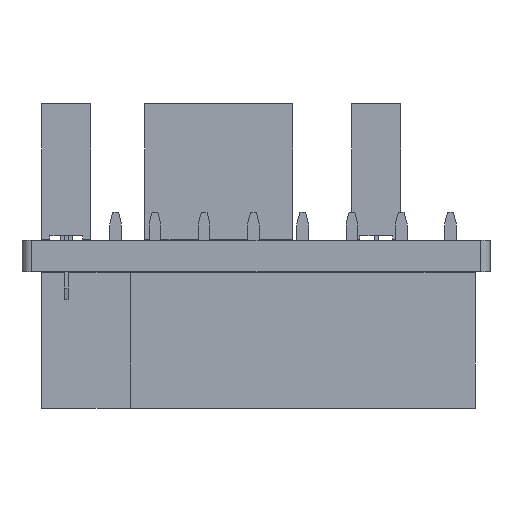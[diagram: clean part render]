
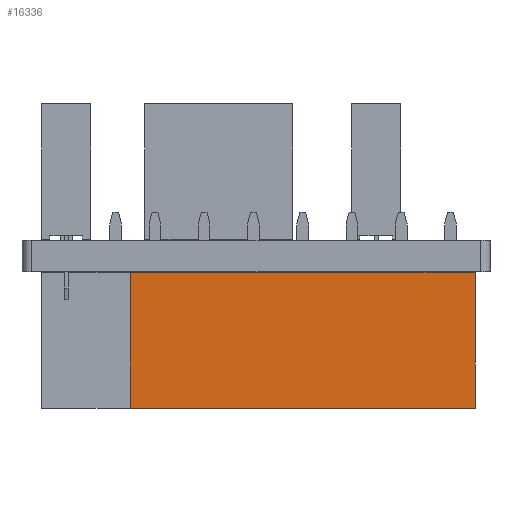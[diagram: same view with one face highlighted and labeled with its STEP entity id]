
A CAD part, left-side view. The second image highlights one B-rep face of the part: STEP entity #16336.
In plain terms, the highlighted free-form (B-spline) face has degree [1, 1] with [2, 2] control points.
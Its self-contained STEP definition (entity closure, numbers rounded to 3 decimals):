
#16336 = ADVANCED_FACE('',(#16337),#16350,.F.);
#16337 = FACE_BOUND('',#16338,.F.);
#16338 = EDGE_LOOP('',(#16339,#16371,#16396,#16421));
#16339 = ORIENTED_EDGE('',*,*,#16340,.T.);
#16340 = EDGE_CURVE('',#16341,#16343,#16345,.T.);
#16341 = VERTEX_POINT('',#16342);
#16342 = CARTESIAN_POINT('',(1.27,-16.51,0.));
#16343 = VERTEX_POINT('',#16344);
#16344 = CARTESIAN_POINT('',(1.27,-16.51,7.));
#16345 = SURFACE_CURVE('',#16346,(#16349,#16360),.PCURVE_S1.);
#16346 = B_SPLINE_CURVE_WITH_KNOTS('',1,(#16347,#16348),.UNSPECIFIED.,
  .F.,.F.,(2,2),(0.,7.),.PIECEWISE_BEZIER_KNOTS.);
#16347 = CARTESIAN_POINT('',(1.27,-16.51,0.));
#16348 = CARTESIAN_POINT('',(1.27,-16.51,7.));
#16349 = PCURVE('',#16350,#16355);
#16350 = B_SPLINE_SURFACE_WITH_KNOTS('',1,1,(
    (#16351,#16352)
    ,(#16353,#16354
    )),.UNSPECIFIED.,.F.,.F.,.F.,(2,2),(2,2),(0.,17.78),(-7.,0.),
  .PIECEWISE_BEZIER_KNOTS.);
#16351 = CARTESIAN_POINT('',(1.27,-16.51,7.));
#16352 = CARTESIAN_POINT('',(1.27,-16.51,0.));
#16353 = CARTESIAN_POINT('',(1.27,1.27,7.));
#16354 = CARTESIAN_POINT('',(1.27,1.27,0.));
#16355 = DEFINITIONAL_REPRESENTATION('',(#16356),#16359);
#16356 = B_SPLINE_CURVE_WITH_KNOTS('',1,(#16357,#16358),.UNSPECIFIED.,
  .F.,.F.,(2,2),(0.,7.),.PIECEWISE_BEZIER_KNOTS.);
#16357 = CARTESIAN_POINT('',(0.,0.));
#16358 = CARTESIAN_POINT('',(0.,-7.));
#16359 = ( GEOMETRIC_REPRESENTATION_CONTEXT(2) 
PARAMETRIC_REPRESENTATION_CONTEXT() REPRESENTATION_CONTEXT('2D SPACE',''
  ) );
#16360 = PCURVE('',#16361,#16366);
#16361 = B_SPLINE_SURFACE_WITH_KNOTS('',1,1,(
    (#16362,#16363)
    ,(#16364,#16365
    )),.UNSPECIFIED.,.F.,.F.,.F.,(2,2),(2,2),(0.,2.54),(-7.,0.),
  .PIECEWISE_BEZIER_KNOTS.);
#16362 = CARTESIAN_POINT('',(-1.27,-16.51,7.));
#16363 = CARTESIAN_POINT('',(-1.27,-16.51,0.));
#16364 = CARTESIAN_POINT('',(1.27,-16.51,7.));
#16365 = CARTESIAN_POINT('',(1.27,-16.51,0.));
#16366 = DEFINITIONAL_REPRESENTATION('',(#16367),#16370);
#16367 = B_SPLINE_CURVE_WITH_KNOTS('',1,(#16368,#16369),.UNSPECIFIED.,
  .F.,.F.,(2,2),(0.,7.),.PIECEWISE_BEZIER_KNOTS.);
#16368 = CARTESIAN_POINT('',(2.54,0.));
#16369 = CARTESIAN_POINT('',(2.54,-7.));
#16370 = ( GEOMETRIC_REPRESENTATION_CONTEXT(2) 
PARAMETRIC_REPRESENTATION_CONTEXT() REPRESENTATION_CONTEXT('2D SPACE',''
  ) );
#16371 = ORIENTED_EDGE('',*,*,#16372,.T.);
#16372 = EDGE_CURVE('',#16343,#16373,#16375,.T.);
#16373 = VERTEX_POINT('',#16374);
#16374 = CARTESIAN_POINT('',(1.27,1.27,7.));
#16375 = SURFACE_CURVE('',#16376,(#16379,#16385),.PCURVE_S1.);
#16376 = B_SPLINE_CURVE_WITH_KNOTS('',1,(#16377,#16378),.UNSPECIFIED.,
  .F.,.F.,(2,2),(0.,17.78),.PIECEWISE_BEZIER_KNOTS.);
#16377 = CARTESIAN_POINT('',(1.27,-16.51,7.));
#16378 = CARTESIAN_POINT('',(1.27,1.27,7.));
#16379 = PCURVE('',#16350,#16380);
#16380 = DEFINITIONAL_REPRESENTATION('',(#16381),#16384);
#16381 = B_SPLINE_CURVE_WITH_KNOTS('',1,(#16382,#16383),.UNSPECIFIED.,
  .F.,.F.,(2,2),(0.,17.78),.PIECEWISE_BEZIER_KNOTS.);
#16382 = CARTESIAN_POINT('',(0.,-7.));
#16383 = CARTESIAN_POINT('',(17.78,-7.));
#16384 = ( GEOMETRIC_REPRESENTATION_CONTEXT(2) 
PARAMETRIC_REPRESENTATION_CONTEXT() REPRESENTATION_CONTEXT('2D SPACE',''
  ) );
#16385 = PCURVE('',#16386,#16391);
#16386 = B_SPLINE_SURFACE_WITH_KNOTS('',1,1,(
    (#16387,#16388)
    ,(#16389,#16390
  )),.UNSPECIFIED.,.F.,.F.,.F.,(2,2),(2,2),(-17.78,0.),(
    0.,2.54),.PIECEWISE_BEZIER_KNOTS.);
#16387 = CARTESIAN_POINT('',(1.27,1.27,7.));
#16388 = CARTESIAN_POINT('',(-1.27,1.27,7.));
#16389 = CARTESIAN_POINT('',(1.27,-16.51,7.));
#16390 = CARTESIAN_POINT('',(-1.27,-16.51,7.));
#16391 = DEFINITIONAL_REPRESENTATION('',(#16392),#16395);
#16392 = B_SPLINE_CURVE_WITH_KNOTS('',1,(#16393,#16394),.UNSPECIFIED.,
  .F.,.F.,(2,2),(0.,17.78),.PIECEWISE_BEZIER_KNOTS.);
#16393 = CARTESIAN_POINT('',(0.,0.));
#16394 = CARTESIAN_POINT('',(-17.78,0.));
#16395 = ( GEOMETRIC_REPRESENTATION_CONTEXT(2) 
PARAMETRIC_REPRESENTATION_CONTEXT() REPRESENTATION_CONTEXT('2D SPACE',''
  ) );
#16396 = ORIENTED_EDGE('',*,*,#16397,.F.);
#16397 = EDGE_CURVE('',#16398,#16373,#16400,.T.);
#16398 = VERTEX_POINT('',#16399);
#16399 = CARTESIAN_POINT('',(1.27,1.27,0.));
#16400 = SURFACE_CURVE('',#16401,(#16404,#16410),.PCURVE_S1.);
#16401 = B_SPLINE_CURVE_WITH_KNOTS('',1,(#16402,#16403),.UNSPECIFIED.,
  .F.,.F.,(2,2),(0.,7.),.PIECEWISE_BEZIER_KNOTS.);
#16402 = CARTESIAN_POINT('',(1.27,1.27,0.));
#16403 = CARTESIAN_POINT('',(1.27,1.27,7.));
#16404 = PCURVE('',#16350,#16405);
#16405 = DEFINITIONAL_REPRESENTATION('',(#16406),#16409);
#16406 = B_SPLINE_CURVE_WITH_KNOTS('',1,(#16407,#16408),.UNSPECIFIED.,
  .F.,.F.,(2,2),(0.,7.),.PIECEWISE_BEZIER_KNOTS.);
#16407 = CARTESIAN_POINT('',(17.78,0.));
#16408 = CARTESIAN_POINT('',(17.78,-7.));
#16409 = ( GEOMETRIC_REPRESENTATION_CONTEXT(2) 
PARAMETRIC_REPRESENTATION_CONTEXT() REPRESENTATION_CONTEXT('2D SPACE',''
  ) );
#16410 = PCURVE('',#16411,#16416);
#16411 = B_SPLINE_SURFACE_WITH_KNOTS('',1,1,(
    (#16412,#16413)
    ,(#16414,#16415
    )),.UNSPECIFIED.,.F.,.F.,.F.,(2,2),(2,2),(0.,2.54),(-7.,0.),
  .PIECEWISE_BEZIER_KNOTS.);
#16412 = CARTESIAN_POINT('',(1.27,1.27,7.));
#16413 = CARTESIAN_POINT('',(1.27,1.27,0.));
#16414 = CARTESIAN_POINT('',(-1.27,1.27,7.));
#16415 = CARTESIAN_POINT('',(-1.27,1.27,0.));
#16416 = DEFINITIONAL_REPRESENTATION('',(#16417),#16420);
#16417 = B_SPLINE_CURVE_WITH_KNOTS('',1,(#16418,#16419),.UNSPECIFIED.,
  .F.,.F.,(2,2),(0.,7.),.PIECEWISE_BEZIER_KNOTS.);
#16418 = CARTESIAN_POINT('',(0.,0.));
#16419 = CARTESIAN_POINT('',(0.,-7.));
#16420 = ( GEOMETRIC_REPRESENTATION_CONTEXT(2) 
PARAMETRIC_REPRESENTATION_CONTEXT() REPRESENTATION_CONTEXT('2D SPACE',''
  ) );
#16421 = ORIENTED_EDGE('',*,*,#16422,.F.);
#16422 = EDGE_CURVE('',#16341,#16398,#16423,.T.);
#16423 = SURFACE_CURVE('',#16424,(#16427,#16433),.PCURVE_S1.);
#16424 = B_SPLINE_CURVE_WITH_KNOTS('',1,(#16425,#16426),.UNSPECIFIED.,
  .F.,.F.,(2,2),(0.,17.78),.PIECEWISE_BEZIER_KNOTS.);
#16425 = CARTESIAN_POINT('',(1.27,-16.51,0.));
#16426 = CARTESIAN_POINT('',(1.27,1.27,0.));
#16427 = PCURVE('',#16350,#16428);
#16428 = DEFINITIONAL_REPRESENTATION('',(#16429),#16432);
#16429 = B_SPLINE_CURVE_WITH_KNOTS('',1,(#16430,#16431),.UNSPECIFIED.,
  .F.,.F.,(2,2),(0.,17.78),.PIECEWISE_BEZIER_KNOTS.);
#16430 = CARTESIAN_POINT('',(0.,0.));
#16431 = CARTESIAN_POINT('',(17.78,0.));
#16432 = ( GEOMETRIC_REPRESENTATION_CONTEXT(2) 
PARAMETRIC_REPRESENTATION_CONTEXT() REPRESENTATION_CONTEXT('2D SPACE',''
  ) );
#16433 = PCURVE('',#16434,#16439);
#16434 = B_SPLINE_SURFACE_WITH_KNOTS('',1,1,(
    (#16435,#16436)
    ,(#16437,#16438
  )),.UNSPECIFIED.,.F.,.F.,.F.,(2,2),(2,2),(-17.78,0.),(
    0.,0.423),.PIECEWISE_BEZIER_KNOTS.);
#16435 = CARTESIAN_POINT('',(1.27,1.27,0.));
#16436 = CARTESIAN_POINT('',(0.847,1.27,0.));
#16437 = CARTESIAN_POINT('',(1.27,-16.51,0.));
#16438 = CARTESIAN_POINT('',(0.847,-16.51,0.));
#16439 = DEFINITIONAL_REPRESENTATION('',(#16440),#16443);
#16440 = B_SPLINE_CURVE_WITH_KNOTS('',1,(#16441,#16442),.UNSPECIFIED.,
  .F.,.F.,(2,2),(0.,17.78),.PIECEWISE_BEZIER_KNOTS.);
#16441 = CARTESIAN_POINT('',(0.,0.));
#16442 = CARTESIAN_POINT('',(-17.78,0.));
#16443 = ( GEOMETRIC_REPRESENTATION_CONTEXT(2) 
PARAMETRIC_REPRESENTATION_CONTEXT() REPRESENTATION_CONTEXT('2D SPACE',''
  ) );
